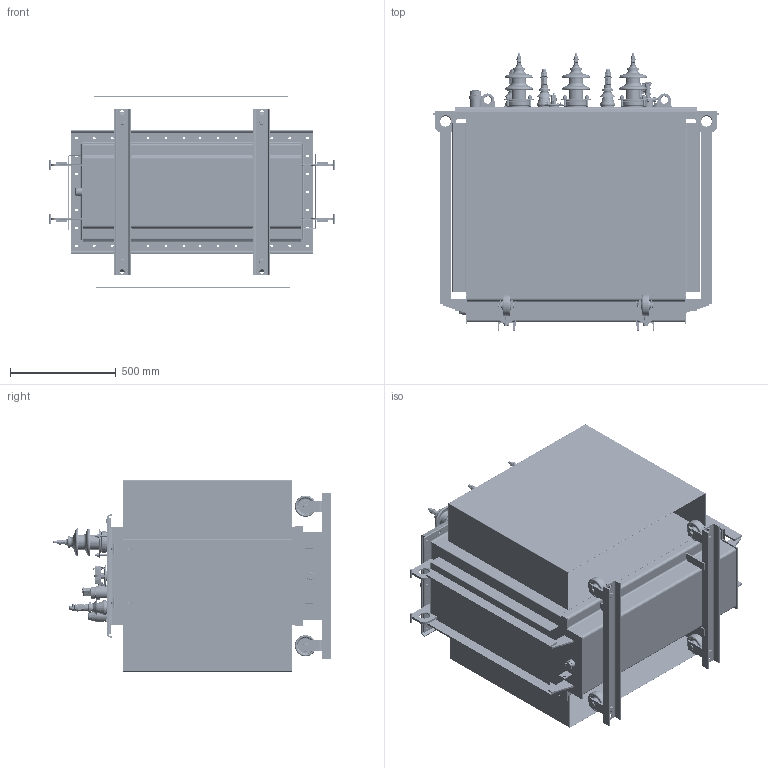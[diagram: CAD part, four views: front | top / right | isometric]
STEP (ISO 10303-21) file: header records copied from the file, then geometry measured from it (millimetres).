
FILE_DESCRIPTION(/* description */ (''),/* implementation_level */ '2;1');
FILE_NAME(/* name */ 'ТМГ33-400-10-У1.stp',/* time_stamp */ '2019-11-29T07:52:21+03:00',/* author */ ('56691'),/* organization */ (''),/* preprocessor_version */ 'ST-DEVELOPER v15.2',/* originating_system */ 'Autodesk Inventor 2014',/* authorisation */ '');
FILE_SCHEMA (('AUTOMOTIVE_DESIGN { 1 0 10303 214 3 1 1 }'));
Products named in the file (1): ТМГ33-400-10-У1
Bounding box: 1352.95 x 1312 x 906.35 mm (x, y, z)
Volume: 16302721.2 mm3; surface area: 15083735.9 mm2
Topology: 72 solids, 99 shells, 6883 faces, 17460 edges, 10935 vertices
Faces by surface type: plane 3122, cylinder 1649, bspline 1262, torus 399, cone 384, sphere 67
Full cylindrical faces by diameter (mm): 1.6 x3, 1.827 x2, 2 x30, 3 x2, 3.1 x2, 3.15 x3, 3.2 x2, 3.5 x1, 3.96 x1, 4 x4, 4.5 x3, 4.917 x2, 5 x3, 5.3 x2, 5.5 x2, 5.94 x5, 6 x17, 6.2 x5, 6.4 x4, 6.5 x1, 7 x9, 7.1 x2, 7.5 x1, 7.92 x3, 8 x13, 8.4 x6, 8.5 x3, 9 x9, 10 x22, 10.7 x3
Entity records: 233632 total; most frequent: CARTESIAN_POINT 75596, ORIENTED_EDGE 31792, DIRECTION 28520, EDGE_CURVE 15802, VERTEX_POINT 10607, AXIS2_PLACEMENT_3D 10576, EDGE_LOOP 9055, LINE 7368
